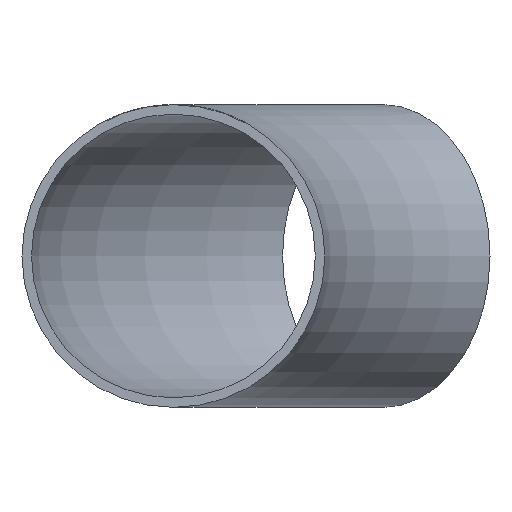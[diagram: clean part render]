
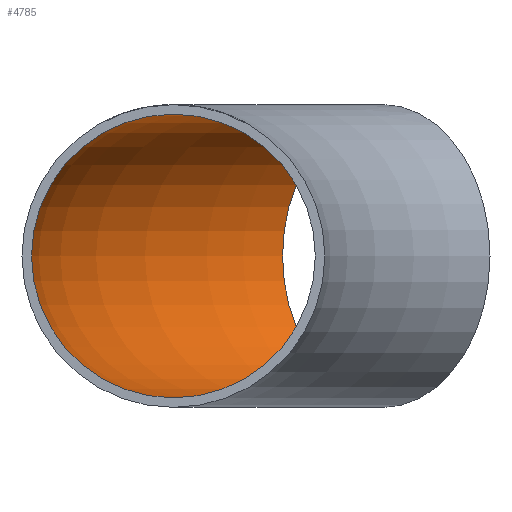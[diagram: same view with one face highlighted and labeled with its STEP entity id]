
A CAD part, front view. The second image highlights one B-rep face of the part: STEP entity #4785.
In plain terms, the highlighted toroidal (fillet/blend) face has major radius 270 mm and minor radius 53.55 mm.
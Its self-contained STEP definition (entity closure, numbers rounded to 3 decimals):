
#2430 = DIRECTION ( 'NONE',  ( -1., 0., 0. ) ) ;
#2499 = VERTEX_POINT ( 'NONE', #5964 ) ;
#2916 = CARTESIAN_POINT ( 'NONE',  ( -270., 0., 0. ) ) ;
#4275 = CARTESIAN_POINT ( 'NONE',  ( 0., 0., 0. ) ) ;
#4693 = EDGE_CURVE ( 'NONE', #8914, #8914, #6902, .T. ) ;
#4785 = ADVANCED_FACE ( 'NONE', ( #19157, #16130 ), #7629, .F. ) ;
#5235 = ORIENTED_EDGE ( 'NONE', *, *, #4693, .F. ) ;
#5355 = AXIS2_PLACEMENT_3D ( 'NONE', #11577, #21354, #20351 ) ;
#5780 = DIRECTION ( 'NONE',  ( 0., 0., -1. ) ) ;
#5951 = EDGE_LOOP ( 'NONE', ( #5235 ) ) ;
#5964 = CARTESIAN_POINT ( 'NONE',  ( -228.784, 228.784, 0. ) ) ;
#6902 = CIRCLE ( 'NONE', #19060, 53.55 ) ;
#7286 = CARTESIAN_POINT ( 'NONE',  ( -270., 0., 53.55 ) ) ;
#7629 = TOROIDAL_SURFACE ( 'NONE', #16315, 270., 53.55 ) ;
#7886 = ORIENTED_EDGE ( 'NONE', *, *, #14393, .T. ) ;
#8914 = VERTEX_POINT ( 'NONE', #7286 ) ;
#9985 = EDGE_LOOP ( 'NONE', ( #7886 ) ) ;
#11577 = CARTESIAN_POINT ( 'NONE',  ( -190.919, 190.919, 0. ) ) ;
#12919 = DIRECTION ( 'NONE',  ( 0., 0., 1. ) ) ;
#14393 = EDGE_CURVE ( 'NONE', #2499, #2499, #19592, .T. ) ;
#16130 = FACE_OUTER_BOUND ( 'NONE', #5951, .T. ) ;
#16184 = DIRECTION ( 'NONE',  ( 0., 1., 0. ) ) ;
#16315 = AXIS2_PLACEMENT_3D ( 'NONE', #4275, #5780, #2430 ) ;
#19060 = AXIS2_PLACEMENT_3D ( 'NONE', #2916, #16184, #12919 ) ;
#19157 = FACE_OUTER_BOUND ( 'NONE', #9985, .T. ) ;
#19592 = CIRCLE ( 'NONE', #5355, 53.55 ) ;
#20351 = DIRECTION ( 'NONE',  ( -0.707, 0.707, 0. ) ) ;
#21354 = DIRECTION ( 'NONE',  ( 0.707, 0.707, 0. ) ) ;
